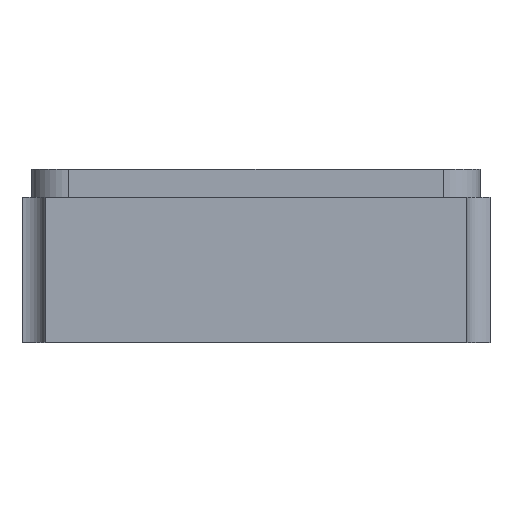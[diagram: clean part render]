
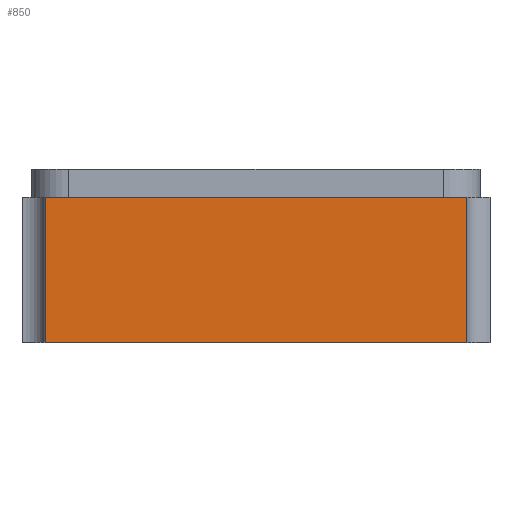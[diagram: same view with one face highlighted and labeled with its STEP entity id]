
A CAD part, top view. The second image highlights one B-rep face of the part: STEP entity #850.
In plain terms, the highlighted planar face has unit normal (0, 0, 1).
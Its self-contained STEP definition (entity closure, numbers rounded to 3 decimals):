
#8 = DIRECTION ( 'NONE',  ( -1., 0., 0. ) ) ;
#21 = DIRECTION ( 'NONE',  ( 0., 0., -1. ) ) ;
#68 = AXIS2_PLACEMENT_3D ( 'NONE', #1749, #21, #8 ) ;
#207 = EDGE_CURVE ( 'NONE', #258, #1943, #2262, .T. ) ;
#233 = CARTESIAN_POINT ( 'NONE',  ( 0., 0., 0. ) ) ;
#258 = VERTEX_POINT ( 'NONE', #1700 ) ;
#261 = LINE ( 'NONE', #954, #2191 ) ;
#269 = DIRECTION ( 'NONE',  ( 0., -1., 0. ) ) ;
#347 = ORIENTED_EDGE ( 'NONE', *, *, #973, .T. ) ;
#352 = FACE_OUTER_BOUND ( 'NONE', #1647, .T. ) ;
#431 = CARTESIAN_POINT ( 'NONE',  ( 0.25, 1.55, 0. ) ) ;
#448 = CARTESIAN_POINT ( 'NONE',  ( 0.25, 0., 0. ) ) ;
#451 = DIRECTION ( 'NONE',  ( 1., 0., 0. ) ) ;
#499 = DIRECTION ( 'NONE',  ( 1., 0., 0. ) ) ;
#689 = VECTOR ( 'NONE', #451, 1000. ) ;
#726 = ORIENTED_EDGE ( 'NONE', *, *, #2076, .F. ) ;
#730 = ORIENTED_EDGE ( 'NONE', *, *, #207, .T. ) ;
#774 = LINE ( 'NONE', #233, #689 ) ;
#820 = LINE ( 'NONE', #1562, #903 ) ;
#828 = VERTEX_POINT ( 'NONE', #886 ) ;
#850 = ADVANCED_FACE ( 'NONE', ( #352 ), #1565, .F. ) ;
#886 = CARTESIAN_POINT ( 'NONE',  ( 4.75, 0., 0. ) ) ;
#903 = VECTOR ( 'NONE', #499, 1000. ) ;
#954 = CARTESIAN_POINT ( 'NONE',  ( 4.75, 1.55, 0. ) ) ;
#973 = EDGE_CURVE ( 'NONE', #1943, #828, #774, .T. ) ;
#1108 = EDGE_CURVE ( 'NONE', #258, #1469, #820, .T. ) ;
#1314 = DIRECTION ( 'NONE',  ( 0., -1., 0. ) ) ;
#1331 = VECTOR ( 'NONE', #269, 1000. ) ;
#1469 = VERTEX_POINT ( 'NONE', #1751 ) ;
#1562 = CARTESIAN_POINT ( 'NONE',  ( 0., 1.55, 0. ) ) ;
#1565 = PLANE ( 'NONE',  #68 ) ;
#1647 = EDGE_LOOP ( 'NONE', ( #347, #726, #2034, #730 ) ) ;
#1700 = CARTESIAN_POINT ( 'NONE',  ( 0.25, 1.55, 0. ) ) ;
#1749 = CARTESIAN_POINT ( 'NONE',  ( 0., 1.55, 0. ) ) ;
#1751 = CARTESIAN_POINT ( 'NONE',  ( 4.75, 1.55, 0. ) ) ;
#1943 = VERTEX_POINT ( 'NONE', #448 ) ;
#2034 = ORIENTED_EDGE ( 'NONE', *, *, #1108, .F. ) ;
#2076 = EDGE_CURVE ( 'NONE', #1469, #828, #261, .T. ) ;
#2191 = VECTOR ( 'NONE', #1314, 1000. ) ;
#2262 = LINE ( 'NONE', #431, #1331 ) ;
